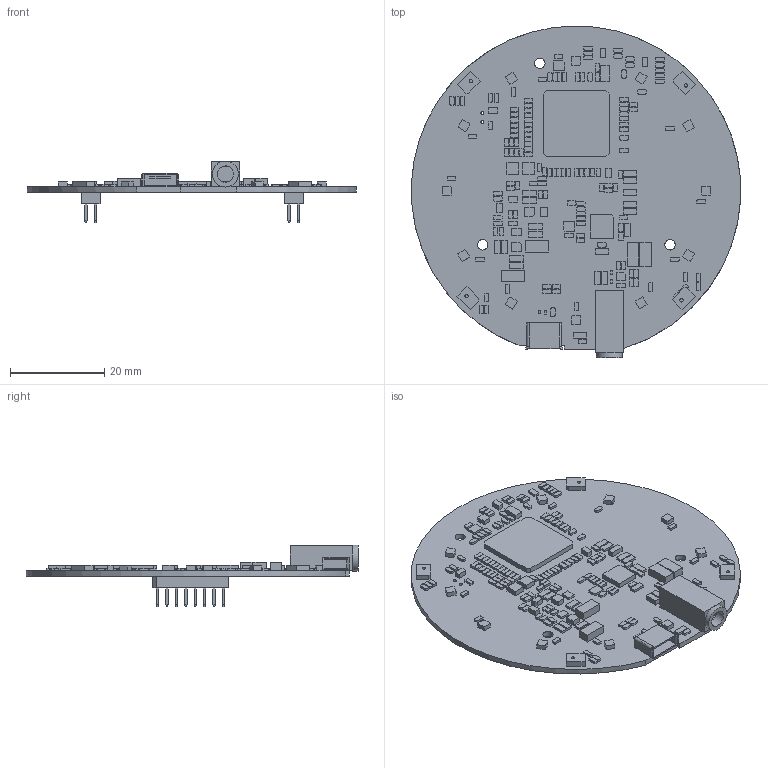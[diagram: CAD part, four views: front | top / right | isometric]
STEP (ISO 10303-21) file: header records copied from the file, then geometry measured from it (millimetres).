
FILE_DESCRIPTION(/* description */ (''),/* implementation_level */ '2;1');
FILE_NAME(/* name */ 'RESPEAKER MIC v1.1.stp',/* time_stamp */ '2018-03-20T13:56:56+08:00',/* author */ (''),/* organization */ (''),/* preprocessor_version */ 'ST-DEVELOPER v14',/* originating_system */ 'SIEMENS PLM Software NX 8.0',/* authorisation */ '');
FILE_SCHEMA (('AUTOMOTIVE_DESIGN { 1 0 10303 214 3 1 1 1 }'));
Length unit declared in the file: millimetre
Products named in the file (1): xugu0CC072BFteli
Bounding box: 69.95 x 70.56 x 13.1 mm (x, y, z)
Volume: 5876.3 mm3; surface area: 9950.3 mm2
Topology: 1 solids, 1 shells, 1468 faces, 3522 edges, 2303 vertices
Faces by surface type: plane 1048, cylinder 238, extrusion 182
Full cylindrical faces by diameter (mm): 0.635 x2, 0.648 x2, 0.7 x4, 1.2 x2, 2.2 x3, 3.5 x1, 5.5 x1
Entity records: 53960 total; most frequent: CARTESIAN_POINT 15137, ORIENTED_EDGE 6992, DIRECTION 5942, EDGE_CURVE 3496, VECTOR 2420, VERTEX_POINT 2292, LINE 2238, AXIS2_PLACEMENT_3D 1761
